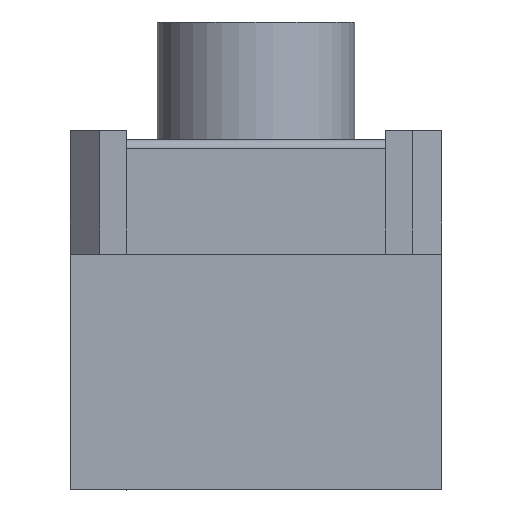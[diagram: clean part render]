
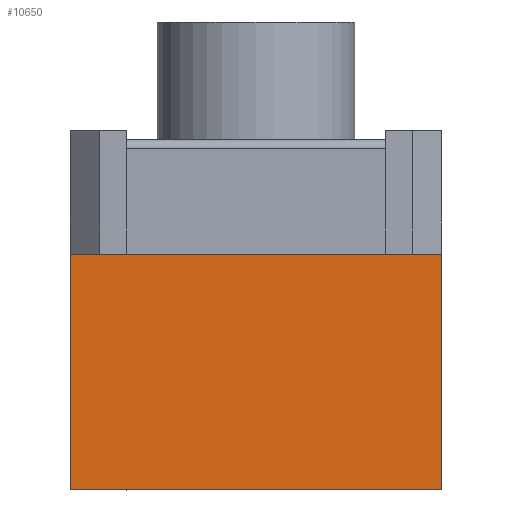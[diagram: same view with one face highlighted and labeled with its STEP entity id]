
A CAD part, top view. The second image highlights one B-rep face of the part: STEP entity #10650.
In plain terms, the highlighted planar face has unit normal (0, 0, 1).
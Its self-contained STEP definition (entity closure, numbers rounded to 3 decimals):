
#159 = DIRECTION ( 'NONE',  ( 0., 1., 0. ) ) ;
#1473 = EDGE_LOOP ( 'NONE', ( #17242, #15398, #14885, #3050 ) ) ;
#1928 = LINE ( 'NONE', #20654, #6695 ) ;
#2208 = VECTOR ( 'NONE', #3223, 1000. ) ;
#2293 = CARTESIAN_POINT ( 'NONE',  ( 6., 0.05, 7. ) ) ;
#2950 = DIRECTION ( 'NONE',  ( -1., 0., 0. ) ) ;
#3050 = ORIENTED_EDGE ( 'NONE', *, *, #5200, .F. ) ;
#3124 = CARTESIAN_POINT ( 'NONE',  ( -6., 0.05, 7. ) ) ;
#3223 = DIRECTION ( 'NONE',  ( 0., -1., 0. ) ) ;
#3970 = PLANE ( 'NONE',  #13726 ) ;
#5200 = EDGE_CURVE ( 'NONE', #18429, #15199, #1928, .T. ) ;
#5394 = DIRECTION ( 'NONE',  ( -1., 0., 0. ) ) ;
#6610 = DIRECTION ( 'NONE',  ( 0., 0., 1. ) ) ;
#6695 = VECTOR ( 'NONE', #5394, 1000. ) ;
#6849 = VERTEX_POINT ( 'NONE', #7132 ) ;
#7132 = CARTESIAN_POINT ( 'NONE',  ( -6., 0.05, 7. ) ) ;
#7312 = LINE ( 'NONE', #12234, #15054 ) ;
#8080 = VERTEX_POINT ( 'NONE', #2293 ) ;
#9367 = EDGE_CURVE ( 'NONE', #8080, #6849, #18400, .T. ) ;
#10650 = ADVANCED_FACE ( 'NONE', ( #16111 ), #3970, .T. ) ;
#11701 = LINE ( 'NONE', #18509, #2208 ) ;
#12234 = CARTESIAN_POINT ( 'NONE',  ( -6., -7.55, 7. ) ) ;
#12598 = CARTESIAN_POINT ( 'NONE',  ( -6., -7.55, 7. ) ) ;
#13637 = CARTESIAN_POINT ( 'NONE',  ( 6., -7.55, 7. ) ) ;
#13726 = AXIS2_PLACEMENT_3D ( 'NONE', #14668, #6610, #2950 ) ;
#14668 = CARTESIAN_POINT ( 'NONE',  ( 0., 0., 7. ) ) ;
#14885 = ORIENTED_EDGE ( 'NONE', *, *, #15650, .F. ) ;
#15054 = VECTOR ( 'NONE', #159, 1000. ) ;
#15156 = EDGE_CURVE ( 'NONE', #8080, #18429, #11701, .T. ) ;
#15199 = VERTEX_POINT ( 'NONE', #12598 ) ;
#15310 = VECTOR ( 'NONE', #18290, 1000. ) ;
#15398 = ORIENTED_EDGE ( 'NONE', *, *, #9367, .T. ) ;
#15650 = EDGE_CURVE ( 'NONE', #15199, #6849, #7312, .T. ) ;
#16111 = FACE_OUTER_BOUND ( 'NONE', #1473, .T. ) ;
#17242 = ORIENTED_EDGE ( 'NONE', *, *, #15156, .F. ) ;
#18290 = DIRECTION ( 'NONE',  ( -1., 0., 0. ) ) ;
#18400 = LINE ( 'NONE', #3124, #15310 ) ;
#18429 = VERTEX_POINT ( 'NONE', #13637 ) ;
#18509 = CARTESIAN_POINT ( 'NONE',  ( 6., -7.55, 7. ) ) ;
#20654 = CARTESIAN_POINT ( 'NONE',  ( 6., -7.55, 7. ) ) ;
